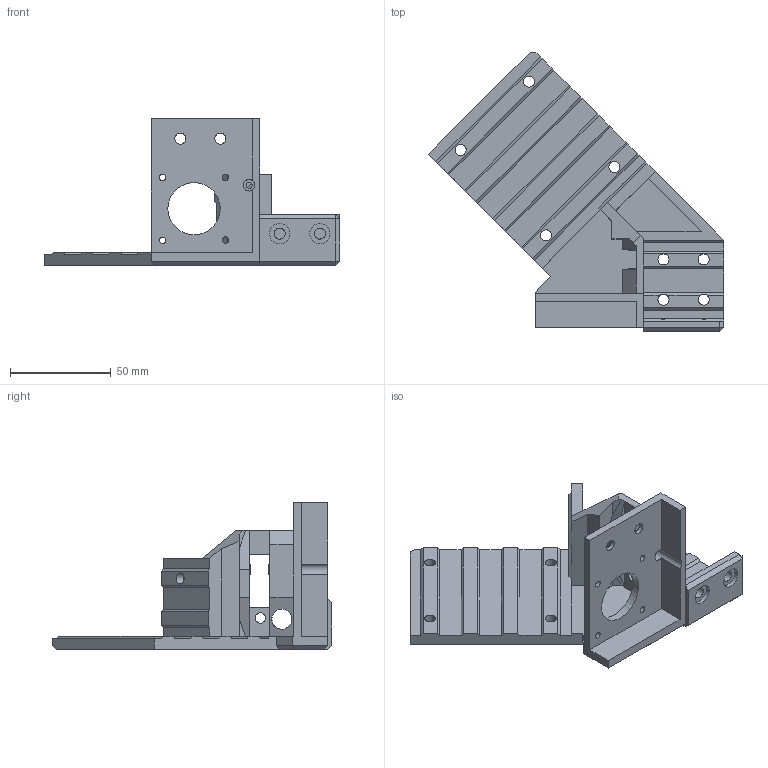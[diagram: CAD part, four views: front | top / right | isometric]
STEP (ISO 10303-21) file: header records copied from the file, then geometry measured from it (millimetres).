
FILE_DESCRIPTION(/* description */ (''),/* implementation_level */ '2;1');
FILE_NAME(/* name */ '1-Stepper_Mount_Right_V9 v3.step',/* time_stamp */ '2019-09-14T12:49:21-04:00',/* author */ (''),/* organization */ (''),/* preprocessor_version */ 'ST-DEVELOPER v18',/* originating_system */ 'Autodesk Translation Framework v8.6.0.1094',/* authorisation */ '');
FILE_SCHEMA (('AUTOMOTIVE_DESIGN { 1 0 10303 214 3 1 1 }'));
Length unit declared in the file: millimetre
Products named in the file (1): 1-Stepper_Mount_Right_V9
Bounding box: 146.96 x 139.04 x 73 mm (x, y, z)
Volume: 112141.4 mm3; surface area: 47947.7 mm2
Topology: 1 solids, 1 shells, 159 faces, 426 edges, 280 vertices
Faces by surface type: plane 120, cylinder 37, cone 2
Full cylindrical faces by diameter (mm): 3 x2, 3.2 x4, 5 x1, 5.1 x1, 5.5 x13, 5.8 x1, 10 x12, 10.5 x2, 26 x1
Entity records: 5069 total; most frequent: CARTESIAN_POINT 866, ORIENTED_EDGE 852, DIRECTION 839, EDGE_CURVE 426, LINE 333, VECTOR 333, VERTEX_POINT 280, AXIS2_PLACEMENT_3D 253
